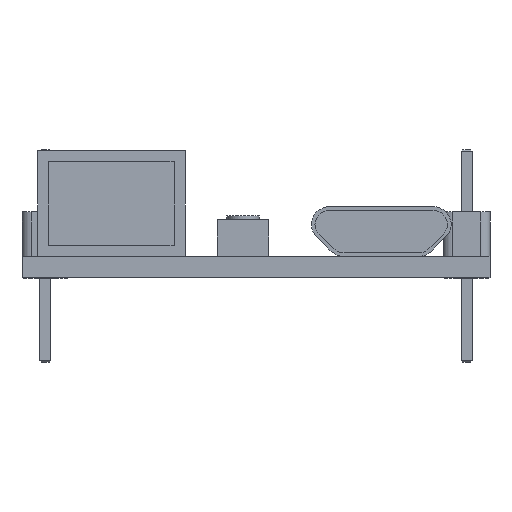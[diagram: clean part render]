
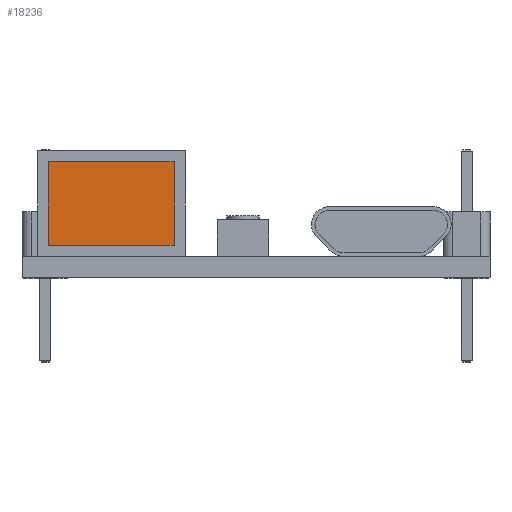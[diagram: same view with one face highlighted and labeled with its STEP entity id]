
A CAD part, front view. The second image highlights one B-rep face of the part: STEP entity #18236.
In plain terms, the highlighted planar face has unit normal (0, -1, 0).
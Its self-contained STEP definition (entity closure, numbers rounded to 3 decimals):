
#1997=FACE_OUTER_BOUND('',#3117,.T.);
#3117=EDGE_LOOP('',(#15021,#15022,#15023,#15024));
#5024=LINE('',#28767,#7027);
#5028=LINE('',#28774,#7031);
#5031=LINE('',#28780,#7034);
#5033=LINE('',#28783,#7036);
#7027=VECTOR('',#23516,10.);
#7031=VECTOR('',#23522,10.);
#7034=VECTOR('',#23527,10.);
#7036=VECTOR('',#23531,10.);
#8614=VERTEX_POINT('',#28764);
#8615=VERTEX_POINT('',#28766);
#8617=VERTEX_POINT('',#28772);
#8619=VERTEX_POINT('',#28778);
#10838=EDGE_CURVE('',#8614,#8615,#5024,.T.);
#10842=EDGE_CURVE('',#8617,#8614,#5028,.T.);
#10845=EDGE_CURVE('',#8619,#8617,#5031,.T.);
#10847=EDGE_CURVE('',#8615,#8619,#5033,.T.);
#15021=ORIENTED_EDGE('',*,*,#10847,.F.);
#15022=ORIENTED_EDGE('',*,*,#10838,.F.);
#15023=ORIENTED_EDGE('',*,*,#10842,.F.);
#15024=ORIENTED_EDGE('',*,*,#10845,.F.);
#17315=PLANE('',#19552);
#18236=ADVANCED_FACE('',(#1997),#17315,.F.);
#19552=AXIS2_PLACEMENT_3D('',#28784,#23532,#23533);
#23516=DIRECTION('',(-1.,0.,0.));
#23522=DIRECTION('',(0.,0.,-1.));
#23527=DIRECTION('',(1.,0.,0.));
#23531=DIRECTION('',(0.,0.,1.));
#23532=DIRECTION('center_axis',(0.,1.,0.));
#23533=DIRECTION('ref_axis',(0.,0.,1.));
#28764=CARTESIAN_POINT('',(-4.45,5.5,0.6));
#28766=CARTESIAN_POINT('',(-11.25,5.5,0.6));
#28767=CARTESIAN_POINT('',(-11.25,5.5,0.6));
#28772=CARTESIAN_POINT('',(-4.45,5.5,5.15));
#28774=CARTESIAN_POINT('',(-4.45,5.5,0.6));
#28778=CARTESIAN_POINT('',(-11.25,5.5,5.15));
#28780=CARTESIAN_POINT('',(-4.45,5.5,5.15));
#28783=CARTESIAN_POINT('',(-11.25,5.5,5.15));
#28784=CARTESIAN_POINT('Origin',(-7.85,5.5,2.875));
